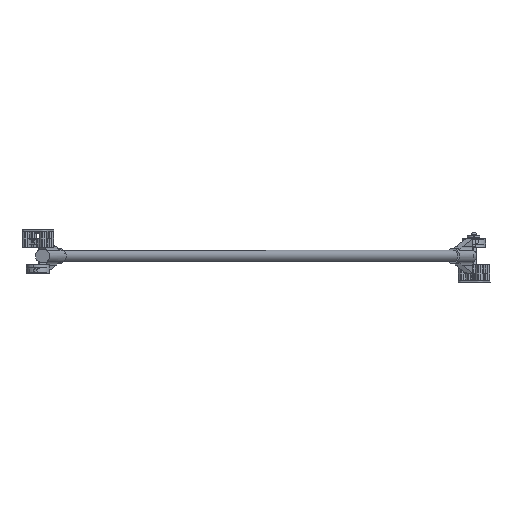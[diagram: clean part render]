
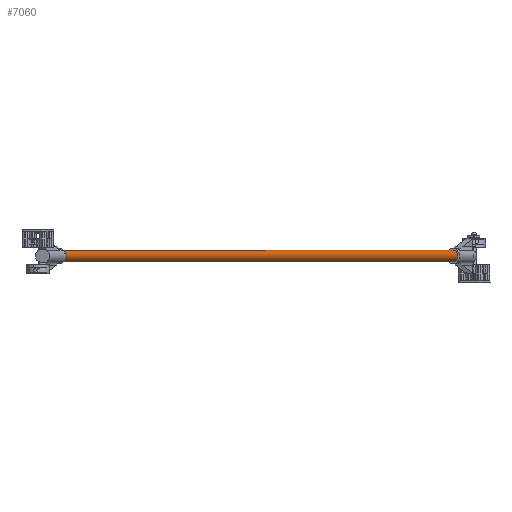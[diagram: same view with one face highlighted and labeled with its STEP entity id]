
A CAD part, left-side view. The second image highlights one B-rep face of the part: STEP entity #7060.
In plain terms, the highlighted cylindrical face has radius 5 mm (diameter 10 mm), a partial arc.
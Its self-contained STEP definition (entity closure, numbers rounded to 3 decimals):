
#566 = DIRECTION ( 'NONE',  ( -0.062, -0.156, -0.986 ) ) ;
#912 = LINE ( 'NONE', #9597, #15749 ) ;
#1379 = CARTESIAN_POINT ( 'NONE',  ( 70.68, 372.136, -4.929 ) ) ;
#2466 = CARTESIAN_POINT ( 'NONE',  ( 1001.358, 6.293, 4.929 ) ) ;
#3561 = EDGE_CURVE ( 'NONE', #5009, #21564, #912, .T. ) ;
#3969 = AXIS2_PLACEMENT_3D ( 'NONE', #17312, #22634, #11640 ) ;
#4324 = DIRECTION ( 'NONE',  ( -0.93, 0.367, 0. ) ) ;
#4408 = CARTESIAN_POINT ( 'NONE',  ( 71.297, 373.698, 4.929 ) ) ;
#5009 = VERTEX_POINT ( 'NONE', #5297 ) ;
#5297 = CARTESIAN_POINT ( 'NONE',  ( 1000.74, 4.73, -4.929 ) ) ;
#6360 = DIRECTION ( 'NONE',  ( -0.93, 0.367, 0. ) ) ;
#6993 = DIRECTION ( 'NONE',  ( -0.93, 0.367, 0. ) ) ;
#7060 = ADVANCED_FACE ( 'NONE', ( #20841 ), #22775, .T. ) ;
#7553 = ORIENTED_EDGE ( 'NONE', *, *, #8793, .F. ) ;
#7786 = ORIENTED_EDGE ( 'NONE', *, *, #3561, .F. ) ;
#8793 = EDGE_CURVE ( 'NONE', #18368, #5009, #12452, .T. ) ;
#8936 = EDGE_CURVE ( 'NONE', #12031, #21564, #14361, .T. ) ;
#9597 = CARTESIAN_POINT ( 'NONE',  ( 1000.74, 4.73, -4.929 ) ) ;
#10567 = CARTESIAN_POINT ( 'NONE',  ( 70.988, 372.917, 0. ) ) ;
#11640 = DIRECTION ( 'NONE',  ( 0.062, 0.156, 0.986 ) ) ;
#12031 = VERTEX_POINT ( 'NONE', #4408 ) ;
#12144 = CARTESIAN_POINT ( 'NONE',  ( 1001.049, 5.511, 0. ) ) ;
#12452 = CIRCLE ( 'NONE', #3969, 5. ) ;
#13623 = ORIENTED_EDGE ( 'NONE', *, *, #19503, .T. ) ;
#14345 = VECTOR ( 'NONE', #6993, 1000. ) ;
#14361 = CIRCLE ( 'NONE', #17835, 5. ) ;
#15726 = ORIENTED_EDGE ( 'NONE', *, *, #8936, .T. ) ;
#15749 = VECTOR ( 'NONE', #6360, 1000. ) ;
#16137 = LINE ( 'NONE', #18181, #14345 ) ;
#17312 = CARTESIAN_POINT ( 'NONE',  ( 1001.049, 5.511, 0. ) ) ;
#17835 = AXIS2_PLACEMENT_3D ( 'NONE', #10567, #17910, #23242 ) ;
#17910 = DIRECTION ( 'NONE',  ( 0.93, -0.367, 0. ) ) ;
#18181 = CARTESIAN_POINT ( 'NONE',  ( 1001.358, 6.293, 4.929 ) ) ;
#18368 = VERTEX_POINT ( 'NONE', #2466 ) ;
#19338 = AXIS2_PLACEMENT_3D ( 'NONE', #12144, #4324, #566 ) ;
#19503 = EDGE_CURVE ( 'NONE', #18368, #12031, #16137, .T. ) ;
#20841 = FACE_OUTER_BOUND ( 'NONE', #22892, .T. ) ;
#21564 = VERTEX_POINT ( 'NONE', #1379 ) ;
#22634 = DIRECTION ( 'NONE',  ( 0.93, -0.367, 0. ) ) ;
#22775 = CYLINDRICAL_SURFACE ( 'NONE', #19338, 5. ) ;
#22892 = EDGE_LOOP ( 'NONE', ( #7553, #13623, #15726, #7786 ) ) ;
#23242 = DIRECTION ( 'NONE',  ( 0.062, 0.156, 0.986 ) ) ;
